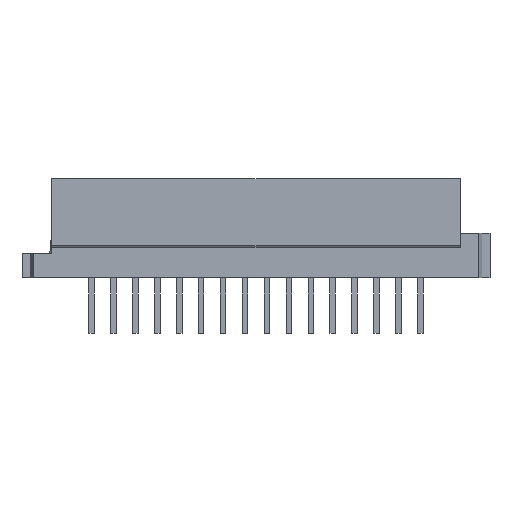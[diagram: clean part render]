
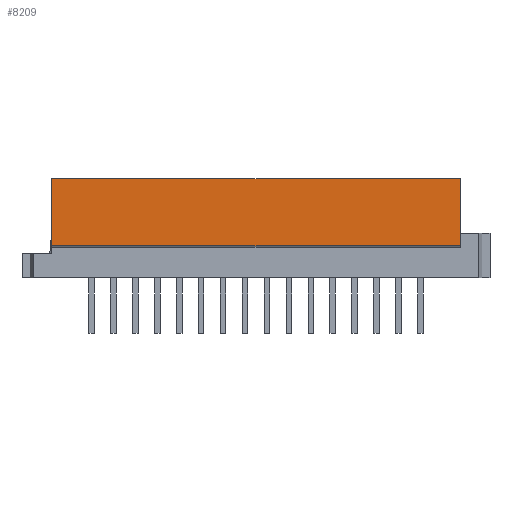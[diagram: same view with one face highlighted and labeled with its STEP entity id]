
A CAD part, front view. The second image highlights one B-rep face of the part: STEP entity #8209.
In plain terms, the highlighted planar face has unit normal (0, -1, 0).
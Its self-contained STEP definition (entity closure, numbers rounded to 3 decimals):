
#34=DIRECTION('',(1.,0.,0.));
#35=VECTOR('',#34,47.37);
#36=CARTESIAN_POINT('',(-23.685,-5.5,0.));
#37=LINE('',#36,#35);
#86=DIRECTION('',(0.,0.,-1.));
#87=VECTOR('',#86,7.8);
#88=CARTESIAN_POINT('',(-23.685,-5.5,0.));
#89=LINE('',#88,#87);
#98=DIRECTION('',(-1.,0.,0.));
#99=VECTOR('',#98,47.37);
#100=CARTESIAN_POINT('',(23.685,-5.5,-7.8));
#101=LINE('',#100,#99);
#156=DIRECTION('',(0.,0.,1.));
#157=VECTOR('',#156,7.8);
#158=CARTESIAN_POINT('',(23.685,-5.5,-7.8));
#159=LINE('',#158,#157);
#6046=CARTESIAN_POINT('',(-23.685,-5.5,0.));
#6047=CARTESIAN_POINT('',(23.685,-5.5,0.));
#6048=VERTEX_POINT('',#6046);
#6049=VERTEX_POINT('',#6047);
#6082=CARTESIAN_POINT('',(23.685,-5.5,-7.8));
#6083=CARTESIAN_POINT('',(-23.685,-5.5,-7.8));
#6084=VERTEX_POINT('',#6082);
#6085=VERTEX_POINT('',#6083);
#8198=CARTESIAN_POINT('',(-23.685,-5.5,0.));
#8199=DIRECTION('',(0.,-1.,0.));
#8200=DIRECTION('',(1.,0.,0.));
#8201=AXIS2_PLACEMENT_3D('',#8198,#8199,#8200);
#8202=PLANE('',#8201);
#8203=ORIENTED_EDGE('',*,*,#8188,.F.);
#8204=ORIENTED_EDGE('',*,*,#8121,.T.);
#8205=ORIENTED_EDGE('',*,*,#8108,.F.);
#8206=ORIENTED_EDGE('',*,*,#8025,.T.);
#8207=EDGE_LOOP('',(#8203,#8204,#8205,#8206));
#8208=FACE_OUTER_BOUND('',#8207,.F.);
#8025=EDGE_CURVE('',#6048,#6049,#37,.T.);
#8108=EDGE_CURVE('',#6048,#6085,#89,.T.);
#8121=EDGE_CURVE('',#6084,#6085,#101,.T.);
#8188=EDGE_CURVE('',#6084,#6049,#159,.T.);
#8209=ADVANCED_FACE('',(#8208),#8202,.T.);
